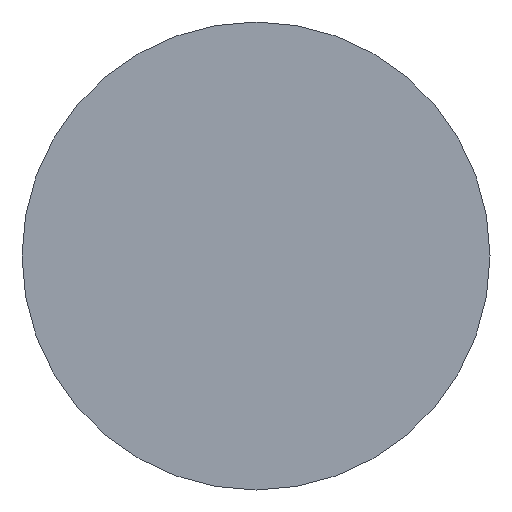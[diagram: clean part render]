
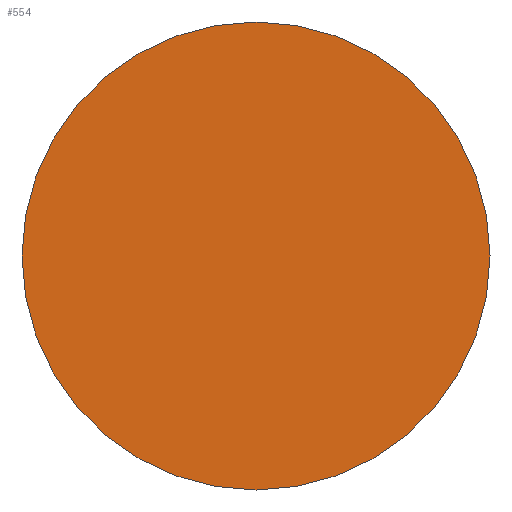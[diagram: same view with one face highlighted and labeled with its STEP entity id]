
A CAD part, front view. The second image highlights one B-rep face of the part: STEP entity #554.
In plain terms, the highlighted planar face has unit normal (0, -1, 0).
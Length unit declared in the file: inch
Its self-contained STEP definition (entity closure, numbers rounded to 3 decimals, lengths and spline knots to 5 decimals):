
#5 = PLANE ( 'NONE',  #606 ) ;
#33 = DIRECTION ( 'NONE',  ( -1., 0., 0. ) ) ;
#48 = ORIENTED_EDGE ( 'NONE', *, *, #450, .F. ) ;
#66 = CIRCLE ( 'NONE', #388, 0.1875 ) ;
#101 = DIRECTION ( 'NONE',  ( 1., 0., 0. ) ) ;
#201 = EDGE_CURVE ( 'NONE', #206, #289, #66, .T. ) ;
#206 = VERTEX_POINT ( 'NONE', #236 ) ;
#236 = CARTESIAN_POINT ( 'NONE',  ( 0.1875, 0., 0. ) ) ;
#260 = ORIENTED_EDGE ( 'NONE', *, *, #201, .F. ) ;
#263 = AXIS2_PLACEMENT_3D ( 'NONE', #386, #281, #467 ) ;
#274 = CARTESIAN_POINT ( 'NONE',  ( 0., 0., 0. ) ) ;
#281 = DIRECTION ( 'NONE',  ( 0., 1., 0. ) ) ;
#289 = VERTEX_POINT ( 'NONE', #373 ) ;
#294 = CIRCLE ( 'NONE', #263, 0.1875 ) ;
#295 = DIRECTION ( 'NONE',  ( 0., -1., 0. ) ) ;
#372 = DIRECTION ( 'NONE',  ( 0., 1., 0. ) ) ;
#373 = CARTESIAN_POINT ( 'NONE',  ( -0.1875, 0., 0. ) ) ;
#385 = EDGE_LOOP ( 'NONE', ( #48, #260 ) ) ;
#386 = CARTESIAN_POINT ( 'NONE',  ( 0., 0., 0. ) ) ;
#388 = AXIS2_PLACEMENT_3D ( 'NONE', #274, #372, #33 ) ;
#450 = EDGE_CURVE ( 'NONE', #289, #206, #294, .T. ) ;
#467 = DIRECTION ( 'NONE',  ( -1., 0., 0. ) ) ;
#476 = CARTESIAN_POINT ( 'NONE',  ( 0., 0., 0. ) ) ;
#530 = FACE_OUTER_BOUND ( 'NONE', #385, .T. ) ;
#554 = ADVANCED_FACE ( 'NONE', ( #530 ), #5, .T. ) ;
#606 = AXIS2_PLACEMENT_3D ( 'NONE', #476, #295, #101 ) ;
